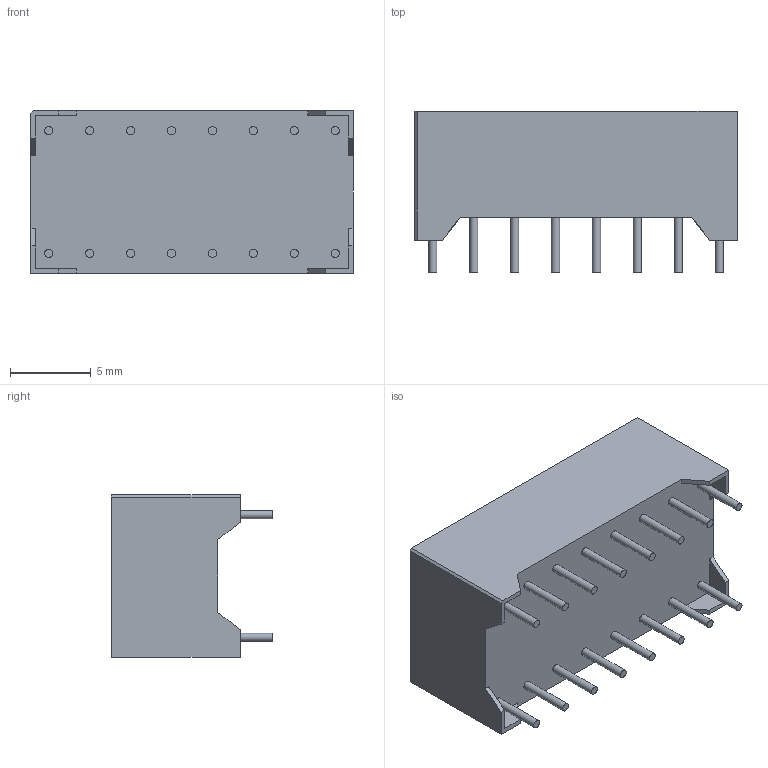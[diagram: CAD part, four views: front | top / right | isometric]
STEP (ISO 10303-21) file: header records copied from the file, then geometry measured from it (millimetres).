
FILE_DESCRIPTION(('FreeCAD Model'),'2;1');
FILE_NAME('Open CASCADE Shape Model','2023-08-05T00:57:41',('Author'),( ''),'Open CASCADE STEP processor 7.6','FreeCAD','Unknown');
FILE_SCHEMA(('AUTOMOTIVE_DESIGN { 1 0 10303 214 1 1 1 1 }'));
Length unit declared in the file: millimetre
Products named in the file (27): Unnamed5; LED Bar Graph Red LDA-B8ZX v1; LED Bar Graph Red LDA-B8ZX v002; LED Bar Graph Red LDA-B8ZX v003; LED Bar Graph Red LDA-B8ZX v004; LED Bar Graph Red LDA-B8ZX v005; LED Bar Graph Red LDA-B8ZX v006; LED Bar Graph Red LDA-B8ZX v007; LED Bar Graph Red LDA-B8ZX v008; LED Bar Graph Red LDA-B8ZX v009; LED Bar Graph Red LDA-B8ZX v010; LED Bar Graph Red LDA-B8ZX v011; LED Bar Graph Red LDA-B8ZX v012; LED Bar Graph Red LDA-B8ZX v013; LED Bar Graph Red LDA-B8ZX v014; LED Bar Graph Red LDA-B8ZX v015; LED Bar Graph Red LDA-B8ZX v016; LED Bar Graph Red LDA-B8ZX v017; LED Bar Graph Red LDA-B8ZX v018; LED Bar Graph Red LDA-B8ZX v019; LED Bar Graph Red LDA-B8ZX v020; LED Bar Graph Red LDA-B8ZX v021; LED Bar Graph Red LDA-B8ZX v022; LED Bar Graph Red LDA-B8ZX v023; LED Bar Graph Red LDA-B8ZX v024; LED Bar Graph Red LDA-B8ZX v025; LED Bar Graph Red LDA-B8ZX v026
Assembly tree (51 placements, depth 3):
  Unnamed5
    LED Bar Graph Red LDA-B8ZX v1
    LED Bar Graph Red LDA-B8ZX v002
    LED Bar Graph Red LDA-B8ZX v003
    LED Bar Graph Red LDA-B8ZX v004
    LED Bar Graph Red LDA-B8ZX v005
    LED Bar Graph Red LDA-B8ZX v006
    LED Bar Graph Red LDA-B8ZX v007
    LED Bar Graph Red LDA-B8ZX v008
    LED Bar Graph Red LDA-B8ZX v009
    LED Bar Graph Red LDA-B8ZX v010
    LED Bar Graph Red LDA-B8ZX v011
    LED Bar Graph Red LDA-B8ZX v012
    LED Bar Graph Red LDA-B8ZX v013
    LED Bar Graph Red LDA-B8ZX v014
    LED Bar Graph Red LDA-B8ZX v015
    LED Bar Graph Red LDA-B8ZX v016
    LED Bar Graph Red LDA-B8ZX v017
    LED Bar Graph Red LDA-B8ZX v018
    LED Bar Graph Red LDA-B8ZX v019
    LED Bar Graph Red LDA-B8ZX v020
    LED Bar Graph Red LDA-B8ZX v021
    LED Bar Graph Red LDA-B8ZX v022
    LED Bar Graph Red LDA-B8ZX v023
    LED Bar Graph Red LDA-B8ZX v024
    LED Bar Graph Red LDA-B8ZX v025
    LED Bar Graph Red LDA-B8ZX v026
      LED Bar Graph Red LDA-B8ZX v1
      LED Bar Graph Red LDA-B8ZX v002
      LED Bar Graph Red LDA-B8ZX v003
      LED Bar Graph Red LDA-B8ZX v004
      LED Bar Graph Red LDA-B8ZX v005
      LED Bar Graph Red LDA-B8ZX v006
      LED Bar Graph Red LDA-B8ZX v007
      LED Bar Graph Red LDA-B8ZX v008
      LED Bar Graph Red LDA-B8ZX v009
      LED Bar Graph Red LDA-B8ZX v010
      LED Bar Graph Red LDA-B8ZX v011
      LED Bar Graph Red LDA-B8ZX v012
      LED Bar Graph Red LDA-B8ZX v013
      LED Bar Graph Red LDA-B8ZX v014
      LED Bar Graph Red LDA-B8ZX v015
      LED Bar Graph Red LDA-B8ZX v016
      LED Bar Graph Red LDA-B8ZX v017
      LED Bar Graph Red LDA-B8ZX v018
      LED Bar Graph Red LDA-B8ZX v019
      LED Bar Graph Red LDA-B8ZX v020
      LED Bar Graph Red LDA-B8ZX v021
      LED Bar Graph Red LDA-B8ZX v022
      LED Bar Graph Red LDA-B8ZX v023
      LED Bar Graph Red LDA-B8ZX v024
      LED Bar Graph Red LDA-B8ZX v025
Bounding box: 20 x 10 x 10.1 mm (x, y, z)
Surface area: 3501.5 mm2
Topology: 50 solids, 50 shells, 326 faces, 630 edges, 420 vertices
Faces by surface type: plane 294, cylinder 32
Full cylindrical faces by diameter (mm): 0.51 x32
Entity records: 5031 total; most frequent: DIRECTION 777, CARTESIAN_POINT 740, ORIENTED_EDGE 630, EDGE_CURVE 315, LINE 283, VECTOR 283, AXIS2_PLACEMENT_3D 247, VERTEX_POINT 210
